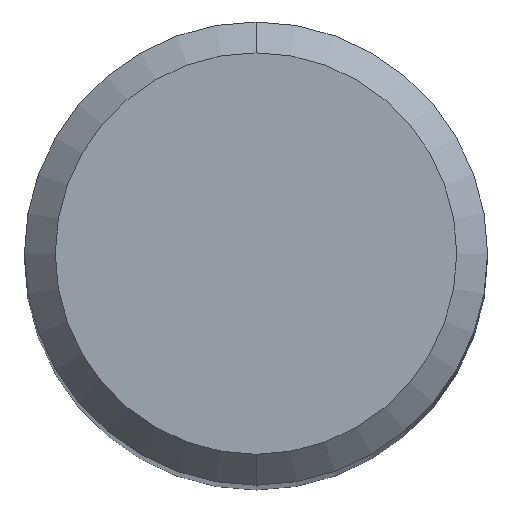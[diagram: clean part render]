
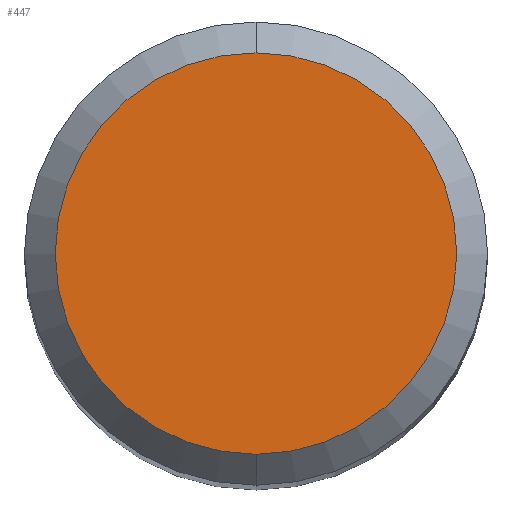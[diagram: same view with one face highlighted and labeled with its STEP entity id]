
A CAD part, top view. The second image highlights one B-rep face of the part: STEP entity #447.
In plain terms, the highlighted planar face has unit normal (0, 0, 1).
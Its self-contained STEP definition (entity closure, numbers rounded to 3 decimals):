
#341=EDGE_CURVE('',#687,#633,#953,.T.);
#447=ADVANCED_FACE('',(#1067),#1068,.T.);
#591=EDGE_CURVE('',#633,#687,#1224,.T.);
#633=VERTEX_POINT('',#1271);
#687=VERTEX_POINT('',#1332);
#953=CIRCLE('',#1617,2.6);
#1067=FACE_OUTER_BOUND('',#2044,.T.);
#1068=PLANE('',#2045);
#1224=CIRCLE('',#3248,2.6);
#1271=CARTESIAN_POINT('',(0.0,2.6,0.0));
#1332=CARTESIAN_POINT('',(0.,-2.6,0.0));
#1617=AXIS2_PLACEMENT_3D('',#6297,#6298,#6299);
#2044=EDGE_LOOP('',(#6386,#6387));
#2045=AXIS2_PLACEMENT_3D('',#6388,#6389,#6390);
#3248=AXIS2_PLACEMENT_3D('',#6542,#6543,#6544);
#6297=CARTESIAN_POINT('',(0.0,0.0,0.0));
#6298=DIRECTION('',(0.0,0.0,-1.0));
#6299=DIRECTION('',(0.0,1.0,0.0));
#6386=ORIENTED_EDGE('',*,*,#591,.F.);
#6387=ORIENTED_EDGE('',*,*,#341,.F.);
#6388=CARTESIAN_POINT('',(0.0,1.3,0.0));
#6389=DIRECTION('',(-0.0,0.0,1.0));
#6390=DIRECTION('',(0.0,-1.0,0.0));
#6542=CARTESIAN_POINT('',(0.0,0.0,0.0));
#6543=DIRECTION('',(0.0,0.0,-1.0));
#6544=DIRECTION('',(0.0,1.0,0.0));
